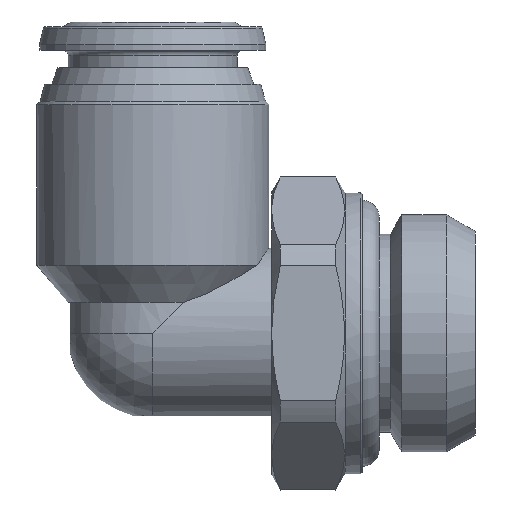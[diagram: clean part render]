
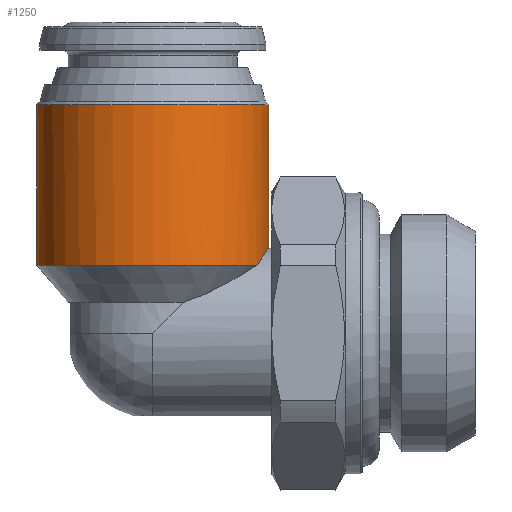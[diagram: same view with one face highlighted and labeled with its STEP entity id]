
A CAD part, left-side view. The second image highlights one B-rep face of the part: STEP entity #1250.
In plain terms, the highlighted cylindrical face has radius 10.25 mm (diameter 20.5 mm), a full revolution.
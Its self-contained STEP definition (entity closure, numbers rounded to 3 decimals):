
#61=B_SPLINE_CURVE_WITH_KNOTS('',3,(#1717,#1718,#1719,#1720,#1721,#1722,
#1723),.UNSPECIFIED.,.F.,.F.,(4,1,1,1,4),(0.,0.002,0.005,
0.007,0.01),.UNSPECIFIED.);
#131=CIRCLE('',#1304,10.25);
#162=CIRCLE('',#1361,10.25);
#305=ORIENTED_EDGE('',*,*,#414,.F.);
#306=ORIENTED_EDGE('',*,*,#407,.T.);
#307=ORIENTED_EDGE('',*,*,#479,.T.);
#407=EDGE_CURVE('',#513,#512,#61,.T.);
#414=EDGE_CURVE('',#513,#512,#131,.T.);
#479=EDGE_CURVE('',#560,#560,#162,.T.);
#512=VERTEX_POINT('',#1716);
#513=VERTEX_POINT('',#1724);
#560=VERTEX_POINT('',#1944);
#624=EDGE_LOOP('',(#305,#306));
#625=EDGE_LOOP('',(#307));
#719=FACE_BOUND('',#624,.T.);
#720=FACE_BOUND('',#625,.T.);
#786=CYLINDRICAL_SURFACE('',#1360,10.25);
#1250=ADVANCED_FACE('',(#719,#720),#786,.T.);
#1304=AXIS2_PLACEMENT_3D('',#1743,#1451,#1452);
#1360=AXIS2_PLACEMENT_3D('',#1942,#1578,#1579);
#1361=AXIS2_PLACEMENT_3D('',#1943,#1580,#1581);
#1451=DIRECTION('',(0.,0.,-1.));
#1452=DIRECTION('',(-1.,0.,0.));
#1578=DIRECTION('',(0.,0.,-1.));
#1579=DIRECTION('',(-1.,0.,0.));
#1580=DIRECTION('',(0.,0.,-1.));
#1581=DIRECTION('',(-1.,0.,0.));
#1716=CARTESIAN_POINT('',(4.5,19.291,6.));
#1717=CARTESIAN_POINT('',(-4.5,19.291,6.));
#1718=CARTESIAN_POINT('',(-3.879,18.987,6.466));
#1719=CARTESIAN_POINT('',(-2.481,18.46,7.216));
#1720=CARTESIAN_POINT('',(-0.008,18.146,7.641));
#1721=CARTESIAN_POINT('',(2.474,18.457,7.22));
#1722=CARTESIAN_POINT('',(3.878,18.987,6.466));
#1723=CARTESIAN_POINT('',(4.5,19.291,6.));
#1724=CARTESIAN_POINT('',(-4.5,19.291,6.));
#1743=CARTESIAN_POINT('',(0.,28.5,6.));
#1942=CARTESIAN_POINT('',(0.,28.5,0.));
#1943=CARTESIAN_POINT('',(0.,28.5,20.202));
#1944=CARTESIAN_POINT('',(-10.25,28.5,20.202));
